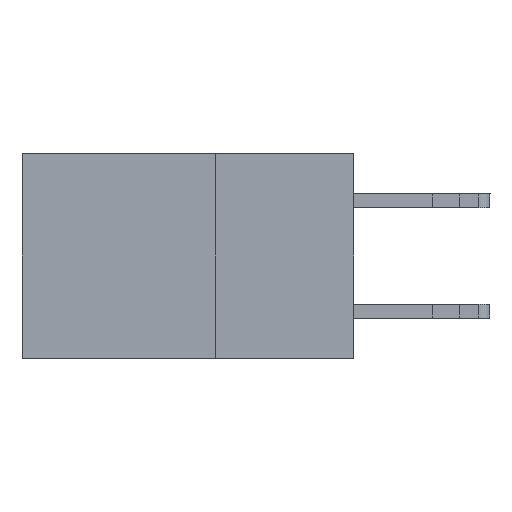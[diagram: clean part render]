
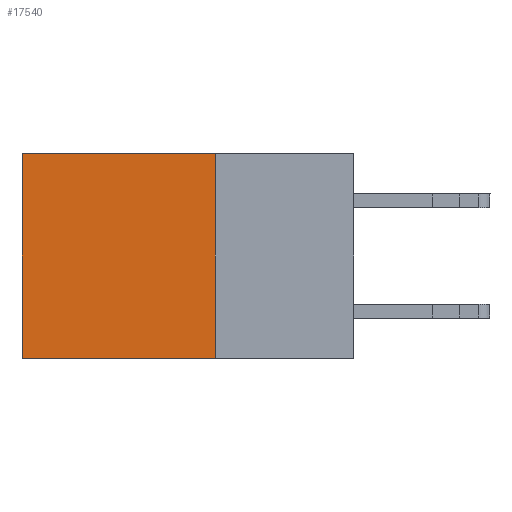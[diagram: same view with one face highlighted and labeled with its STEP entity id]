
A CAD part, left-side view. The second image highlights one B-rep face of the part: STEP entity #17540.
In plain terms, the highlighted planar face has unit normal (-1, 0, 0).
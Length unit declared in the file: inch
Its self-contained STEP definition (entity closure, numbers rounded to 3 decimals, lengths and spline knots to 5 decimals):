
#568 = ORIENTED_EDGE ( 'NONE', *, *, #6136, .F. ) ;
#1005 = EDGE_CURVE ( 'NONE', #15551, #12497, #11054, .T. ) ;
#1061 = CARTESIAN_POINT ( 'NONE',  ( 0.2875, 0.25, 0. ) ) ;
#2012 = VERTEX_POINT ( 'NONE', #1061 ) ;
#2224 = VECTOR ( 'NONE', #8908, 39.37008 ) ;
#2585 = EDGE_LOOP ( 'NONE', ( #8072, #568, #11040, #3700 ) ) ;
#3011 = LINE ( 'NONE', #7228, #20327 ) ;
#3700 = ORIENTED_EDGE ( 'NONE', *, *, #5509, .T. ) ;
#5509 = EDGE_CURVE ( 'NONE', #2012, #15551, #3011, .T. ) ;
#6136 = EDGE_CURVE ( 'NONE', #7602, #12497, #12389, .T. ) ;
#7228 = CARTESIAN_POINT ( 'NONE',  ( 0.2875, 0.25, 0. ) ) ;
#7602 = VERTEX_POINT ( 'NONE', #15030 ) ;
#8072 = ORIENTED_EDGE ( 'NONE', *, *, #1005, .T. ) ;
#8115 = CARTESIAN_POINT ( 'NONE',  ( 0.2875, 0.25, 0. ) ) ;
#8494 = EDGE_CURVE ( 'NONE', #2012, #7602, #17917, .T. ) ;
#8908 = DIRECTION ( 'NONE',  ( 0., 1., 0. ) ) ;
#9817 = CARTESIAN_POINT ( 'NONE',  ( 0.2875, 0.6, 0. ) ) ;
#10036 = VECTOR ( 'NONE', #20533, 39.37008 ) ;
#11040 = ORIENTED_EDGE ( 'NONE', *, *, #8494, .F. ) ;
#11054 = LINE ( 'NONE', #20901, #10036 ) ;
#11588 = DIRECTION ( 'NONE',  ( 1., 0., 0. ) ) ;
#12031 = CARTESIAN_POINT ( 'NONE',  ( 0.2875, 0.25, -0.37 ) ) ;
#12389 = LINE ( 'NONE', #12031, #2224 ) ;
#12497 = VERTEX_POINT ( 'NONE', #16874 ) ;
#12812 = VECTOR ( 'NONE', #16833, 39.37008 ) ;
#15030 = CARTESIAN_POINT ( 'NONE',  ( 0.2875, 0.25, -0.37 ) ) ;
#15249 = AXIS2_PLACEMENT_3D ( 'NONE', #8115, #11588, #17803 ) ;
#15400 = CARTESIAN_POINT ( 'NONE',  ( 0.2875, 0.25, 0. ) ) ;
#15551 = VERTEX_POINT ( 'NONE', #9817 ) ;
#16200 = DIRECTION ( 'NONE',  ( 0., 1., 0. ) ) ;
#16245 = PLANE ( 'NONE',  #15249 ) ;
#16833 = DIRECTION ( 'NONE',  ( 0., 0., -1. ) ) ;
#16860 = FACE_OUTER_BOUND ( 'NONE', #2585, .T. ) ;
#16874 = CARTESIAN_POINT ( 'NONE',  ( 0.2875, 0.6, -0.37 ) ) ;
#17540 = ADVANCED_FACE ( 'NONE', ( #16860 ), #16245, .F. ) ;
#17803 = DIRECTION ( 'NONE',  ( 0., 0., -1. ) ) ;
#17917 = LINE ( 'NONE', #15400, #12812 ) ;
#20327 = VECTOR ( 'NONE', #16200, 39.37008 ) ;
#20533 = DIRECTION ( 'NONE',  ( 0., 0., -1. ) ) ;
#20901 = CARTESIAN_POINT ( 'NONE',  ( 0.2875, 0.6, 0. ) ) ;
